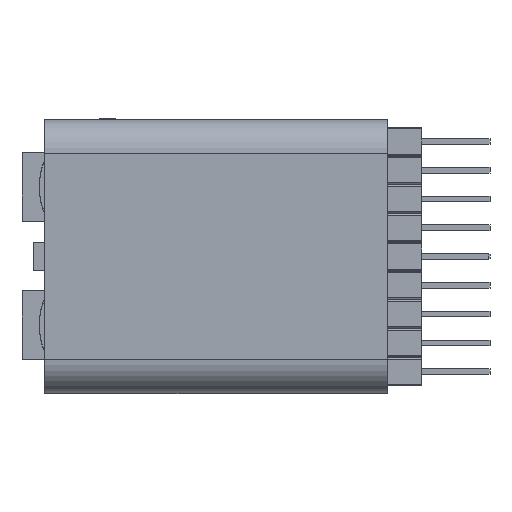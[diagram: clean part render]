
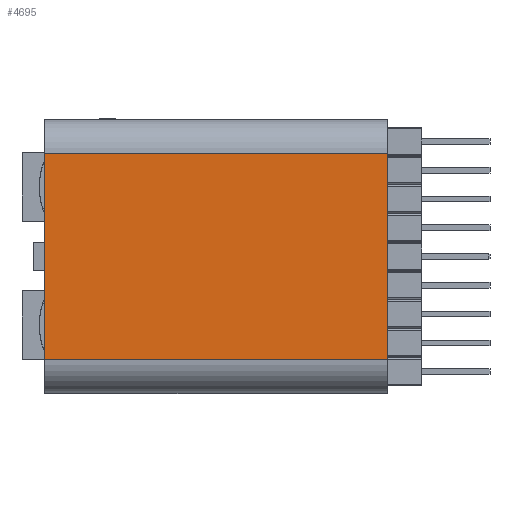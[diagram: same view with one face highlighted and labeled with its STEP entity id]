
A CAD part, front view. The second image highlights one B-rep face of the part: STEP entity #4695.
In plain terms, the highlighted planar face has unit normal (0, -1, 0).
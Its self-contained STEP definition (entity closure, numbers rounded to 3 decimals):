
#59=PLANE('',#5001);
#347=LINE('',#6736,#925);
#355=LINE('',#6753,#933);
#361=LINE('',#6766,#939);
#362=LINE('',#6767,#940);
#925=VECTOR('',#5413,1000.);
#933=VECTOR('',#5425,1000.);
#939=VECTOR('',#5441,1000.);
#940=VECTOR('',#5442,1000.);
#1537=FACE_OUTER_BOUND('',#1813,.T.);
#1813=EDGE_LOOP('',(#3402,#3403,#3404,#3405));
#2224=VERTEX_POINT('',#6733);
#2225=VERTEX_POINT('',#6735);
#2231=VERTEX_POINT('',#6751);
#2232=VERTEX_POINT('',#6752);
#2682=EDGE_CURVE('',#2224,#2225,#347,.T.);
#2691=EDGE_CURVE('',#2231,#2232,#355,.T.);
#2699=EDGE_CURVE('',#2224,#2232,#361,.T.);
#2700=EDGE_CURVE('',#2231,#2225,#362,.T.);
#3402=ORIENTED_EDGE('',*,*,#2682,.F.);
#3403=ORIENTED_EDGE('',*,*,#2699,.T.);
#3404=ORIENTED_EDGE('',*,*,#2691,.F.);
#3405=ORIENTED_EDGE('',*,*,#2700,.T.);
#4695=ADVANCED_FACE('',(#1537),#59,.T.);
#5001=AXIS2_PLACEMENT_3D('',#6765,#5439,#5440);
#5413=DIRECTION('',(0.,0.,1.));
#5425=DIRECTION('',(0.,0.,-1.));
#5439=DIRECTION('center_axis',(0.,-1.,0.));
#5440=DIRECTION('ref_axis',(0.,0.,-1.));
#5441=DIRECTION('',(1.,0.,0.));
#5442=DIRECTION('',(-1.,0.,0.));
#6733=CARTESIAN_POINT('',(-15.,0.,-9.));
#6735=CARTESIAN_POINT('',(-15.,0.,9.));
#6736=CARTESIAN_POINT('',(-15.,0.,12.));
#6751=CARTESIAN_POINT('',(15.,0.,9.));
#6752=CARTESIAN_POINT('',(15.,0.,-9.));
#6753=CARTESIAN_POINT('',(15.,0.,12.));
#6765=CARTESIAN_POINT('Origin',(0.,0.,0.));
#6766=CARTESIAN_POINT('',(15.,0.,-9.));
#6767=CARTESIAN_POINT('',(-15.,0.,9.));
